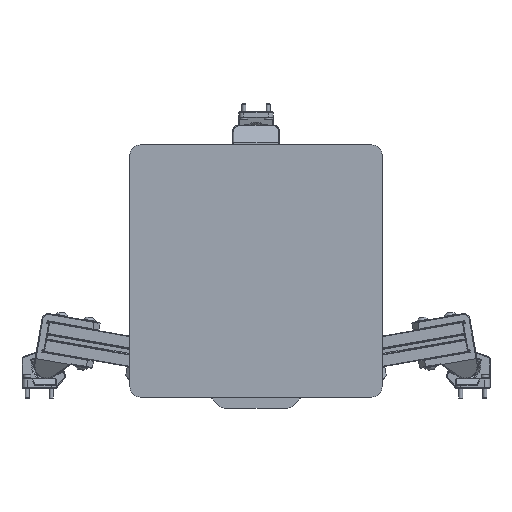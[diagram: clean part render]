
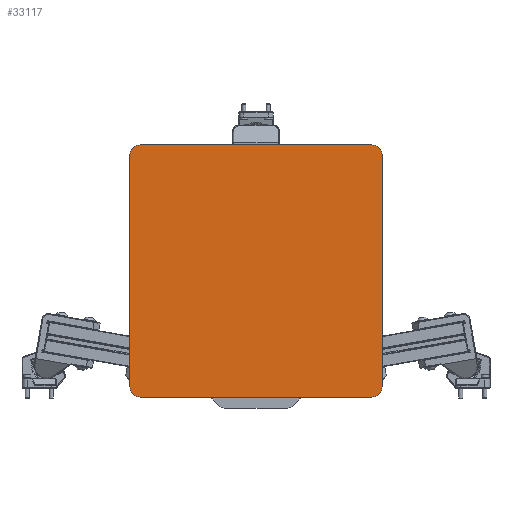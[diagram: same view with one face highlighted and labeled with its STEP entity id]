
A CAD part, top view. The second image highlights one B-rep face of the part: STEP entity #33117.
In plain terms, the highlighted planar face has unit normal (0, 0, 1).
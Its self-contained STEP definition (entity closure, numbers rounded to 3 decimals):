
#2582=CIRCLE('',#36266,5.);
#2583=CIRCLE('',#36267,5.);
#2584=CIRCLE('',#36268,5.);
#2585=CIRCLE('',#36269,5.);
#5030=FACE_OUTER_BOUND('',#7000,.T.);
#7000=EDGE_LOOP('',(#29547,#29548,#29549,#29550,#29551,#29552,#29553,#29554));
#9841=LINE('',#63884,#12789);
#9842=LINE('',#63888,#12790);
#9843=LINE('',#63892,#12791);
#9844=LINE('',#63896,#12792);
#12789=VECTOR('',#44666,10.);
#12790=VECTOR('',#44669,10.);
#12791=VECTOR('',#44672,10.);
#12792=VECTOR('',#44675,10.);
#15766=VERTEX_POINT('',#63882);
#15767=VERTEX_POINT('',#63883);
#15768=VERTEX_POINT('',#63885);
#15769=VERTEX_POINT('',#63887);
#15770=VERTEX_POINT('',#63889);
#15771=VERTEX_POINT('',#63891);
#15772=VERTEX_POINT('',#63893);
#15773=VERTEX_POINT('',#63895);
#20402=EDGE_CURVE('',#15766,#15767,#9841,.T.);
#20403=EDGE_CURVE('',#15767,#15768,#2582,.T.);
#20404=EDGE_CURVE('',#15768,#15769,#9842,.T.);
#20405=EDGE_CURVE('',#15769,#15770,#2583,.T.);
#20406=EDGE_CURVE('',#15770,#15771,#9843,.T.);
#20407=EDGE_CURVE('',#15771,#15772,#2584,.T.);
#20408=EDGE_CURVE('',#15772,#15773,#9844,.T.);
#20409=EDGE_CURVE('',#15773,#15766,#2585,.T.);
#29547=ORIENTED_EDGE('',*,*,#20402,.T.);
#29548=ORIENTED_EDGE('',*,*,#20403,.T.);
#29549=ORIENTED_EDGE('',*,*,#20404,.T.);
#29550=ORIENTED_EDGE('',*,*,#20405,.T.);
#29551=ORIENTED_EDGE('',*,*,#20406,.T.);
#29552=ORIENTED_EDGE('',*,*,#20407,.T.);
#29553=ORIENTED_EDGE('',*,*,#20408,.T.);
#29554=ORIENTED_EDGE('',*,*,#20409,.T.);
#31321=PLANE('',#36265);
#33117=ADVANCED_FACE('',(#5030),#31321,.T.);
#36265=AXIS2_PLACEMENT_3D('',#63881,#44664,#44665);
#36266=AXIS2_PLACEMENT_3D('',#63886,#44667,#44668);
#36267=AXIS2_PLACEMENT_3D('',#63890,#44670,#44671);
#36268=AXIS2_PLACEMENT_3D('',#63894,#44673,#44674);
#36269=AXIS2_PLACEMENT_3D('',#63897,#44676,#44677);
#44664=DIRECTION('center_axis',(0.,0.,
1.));
#44665=DIRECTION('ref_axis',(1.,0.,0.));
#44666=DIRECTION('',(0.,-1.,0.));
#44667=DIRECTION('center_axis',(0.,0.,
1.));
#44668=DIRECTION('ref_axis',(-1.,0.,0.));
#44669=DIRECTION('',(1.,0.,0.));
#44670=DIRECTION('center_axis',(0.,0.,
1.));
#44671=DIRECTION('ref_axis',(0.,-1.,0.));
#44672=DIRECTION('',(0.,1.,0.));
#44673=DIRECTION('center_axis',(0.,0.,
1.));
#44674=DIRECTION('ref_axis',(1.,0.,0.));
#44675=DIRECTION('',(-1.,0.,0.));
#44676=DIRECTION('center_axis',(0.,0.,
1.));
#44677=DIRECTION('ref_axis',(0.,1.,0.));
#63881=CARTESIAN_POINT('Origin',(52.25,50.,8.45));
#63882=CARTESIAN_POINT('',(-7.5,107.5,8.45));
#63883=CARTESIAN_POINT('',(-7.5,-7.5,8.45));
#63884=CARTESIAN_POINT('',(-7.5,107.5,8.45));
#63885=CARTESIAN_POINT('',(-2.5,-12.5,8.45));
#63886=CARTESIAN_POINT('Origin',(-2.5,-7.5,8.45));
#63887=CARTESIAN_POINT('',(112.5,-12.5,8.45));
#63888=CARTESIAN_POINT('',(-2.5,-12.5,8.45));
#63889=CARTESIAN_POINT('',(117.5,-7.5,8.45));
#63890=CARTESIAN_POINT('Origin',(112.5,-7.5,8.45));
#63891=CARTESIAN_POINT('',(117.5,107.5,8.45));
#63892=CARTESIAN_POINT('',(117.5,-7.5,8.45));
#63893=CARTESIAN_POINT('',(112.5,112.5,8.45));
#63894=CARTESIAN_POINT('Origin',(112.5,107.5,8.45));
#63895=CARTESIAN_POINT('',(-2.5,112.5,8.45));
#63896=CARTESIAN_POINT('',(112.5,112.5,8.45));
#63897=CARTESIAN_POINT('Origin',(-2.5,107.5,8.45));
